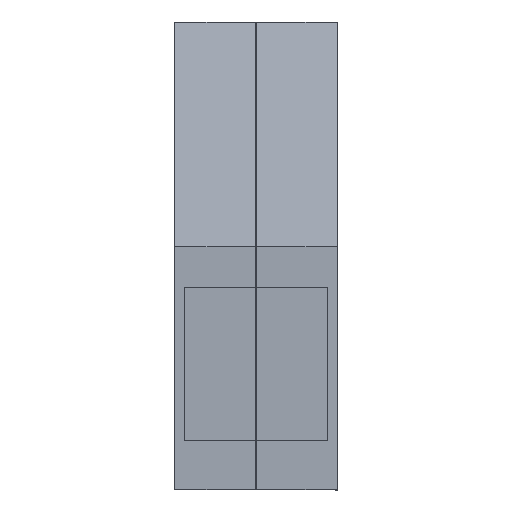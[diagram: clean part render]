
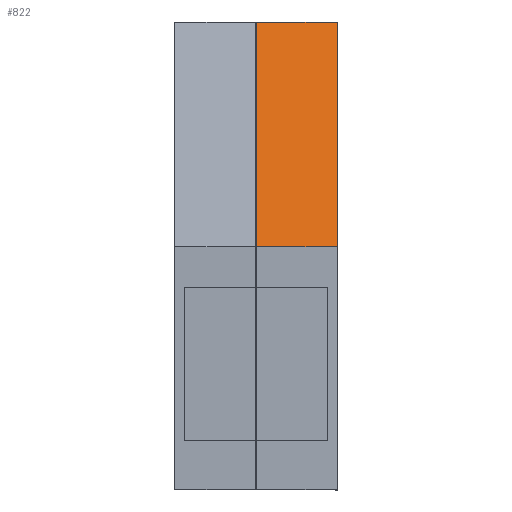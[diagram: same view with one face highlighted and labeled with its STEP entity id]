
A CAD part, top view. The second image highlights one B-rep face of the part: STEP entity #822.
In plain terms, the highlighted planar face has unit normal (0, 0.26, 0.966).
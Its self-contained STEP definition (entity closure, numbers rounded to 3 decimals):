
#809=AXIS2_PLACEMENT_3D('Plane Axis2P3D',#806,#807,#808) ;
#256=CARTESIAN_POINT('Vertex',(18.8,28.,76.5)) ;
#279=CARTESIAN_POINT('Vertex',(18.8,54.,69.5)) ;
#282=CARTESIAN_POINT('Line Origine',(18.8,41.,73.)) ;
#567=CARTESIAN_POINT('Line Origine',(14.125,28.,76.5)) ;
#571=CARTESIAN_POINT('Vertex',(9.45,28.,76.5)) ;
#738=CARTESIAN_POINT('Line Origine',(14.125,54.,69.5)) ;
#742=CARTESIAN_POINT('Vertex',(9.45,54.,69.5)) ;
#806=CARTESIAN_POINT('Axis2P3D Location',(18.8,28.,76.5)) ;
#811=CARTESIAN_POINT('Line Origine',(9.45,41.,73.)) ;
#283=DIRECTION('Vector Direction',(0.,0.966,-0.26)) ;
#568=DIRECTION('Vector Direction',(-1.,0.,0.)) ;
#739=DIRECTION('Vector Direction',(-1.,0.,0.)) ;
#807=DIRECTION('Axis2P3D Direction',(0.,0.26,0.966)) ;
#808=DIRECTION('Axis2P3D XDirection',(0.,0.966,-0.26)) ;
#812=DIRECTION('Vector Direction',(0.,0.966,-0.26)) ;
#284=VECTOR('Line Direction',#283,1.) ;
#569=VECTOR('Line Direction',#568,1.) ;
#740=VECTOR('Line Direction',#739,1.) ;
#813=VECTOR('Line Direction',#812,1.) ;
#817=ORIENTED_EDGE('',*,*,#573,.F.) ;
#818=ORIENTED_EDGE('',*,*,#286,.F.) ;
#819=ORIENTED_EDGE('',*,*,#744,.T.) ;
#820=ORIENTED_EDGE('',*,*,#815,.F.) ;
#822=ADVANCED_FACE('Primary',(#821),#810,.T.) ;
#286=EDGE_CURVE('',#280,#257,#285,.F.) ;
#573=EDGE_CURVE('',#257,#572,#570,.T.) ;
#744=EDGE_CURVE('',#280,#743,#741,.T.) ;
#815=EDGE_CURVE('',#572,#743,#814,.T.) ;
#816=EDGE_LOOP('',(#817,#818,#819,#820)) ;
#821=FACE_OUTER_BOUND('',#816,.T.) ;
#285=LINE('Line',#282,#284) ;
#570=LINE('Line',#567,#569) ;
#741=LINE('Line',#738,#740) ;
#814=LINE('Line',#811,#813) ;
#810=PLANE('',#809) ;
#257=VERTEX_POINT('',#256) ;
#280=VERTEX_POINT('',#279) ;
#572=VERTEX_POINT('',#571) ;
#743=VERTEX_POINT('',#742) ;
